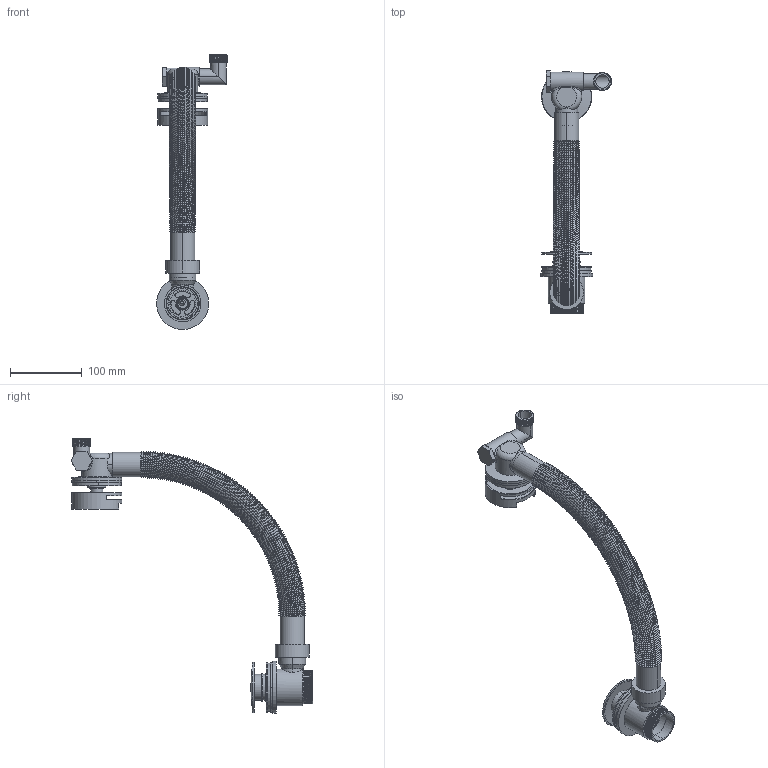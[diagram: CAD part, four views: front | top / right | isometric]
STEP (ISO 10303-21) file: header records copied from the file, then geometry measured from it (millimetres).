
FILE_DESCRIPTION (( 'STEP AP214' ), '1' );
FILE_NAME ('CO099_v20222.STEP', '2022-02-11T16:24:59', ( '' ), ( '' ), 'SwSTEP 2.0', 'SolidWorks 2019', '' );
FILE_SCHEMA (( 'AUTOMOTIVE_DESIGN' ));
Length unit declared in the file: millimetre
Products named in the file (12): CO099_WastePlug_v10718; CO099_WasteCollector_v10718; CO099_v20222; CO099_ClearRubberWasher-OF_v10718; CO099_PlasticWasteInsert_v10718; CO099_Tube_v10718_bendy hose; CO099_BlackRubberWasher-OF_v10718; CO099_FoamRing_v10718; CO099_WasteInsert_v10718; CO099_BathFillerValve_v10718; CO099_Bfiller-Overflow Face_v10718; CO099_ClearRubberWasher_v10718
Assembly tree (11 placements, depth 2):
  CO099_v20222
    CO099_PlasticWasteInsert_v10718
    CO099_BlackRubberWasher-OF_v10718
    CO099_ClearRubberWasher_v10718
    CO099_WastePlug_v10718
    CO099_WasteCollector_v10718
    CO099_WasteInsert_v10718
    CO099_Tube_v10718_bendy hose
    CO099_BathFillerValve_v10718
    CO099_ClearRubberWasher-OF_v10718
    CO099_FoamRing_v10718
    CO099_Bfiller-Overflow Face_v10718
Bounding box: 98.5 x 336.64 x 382.48 mm (x, y, z)
Volume: 323923.8 mm3; surface area: 264118.2 mm2
Topology: 11 solids, 11 shells, 1217 faces, 2752 edges, 1588 vertices
Faces by surface type: cone 450, cylinder 309, torus 262, plane 156, bspline 37, sphere 3
Entity records: 79065 total; most frequent: CARTESIAN_POINT 53092, ORIENTED_EDGE 5494, DIRECTION 5130, EDGE_CURVE 2747, AXIS2_PLACEMENT_3D 2086, VERTEX_POINT 1586, EDGE_LOOP 1305, FACE_OUTER_BOUND 1217
